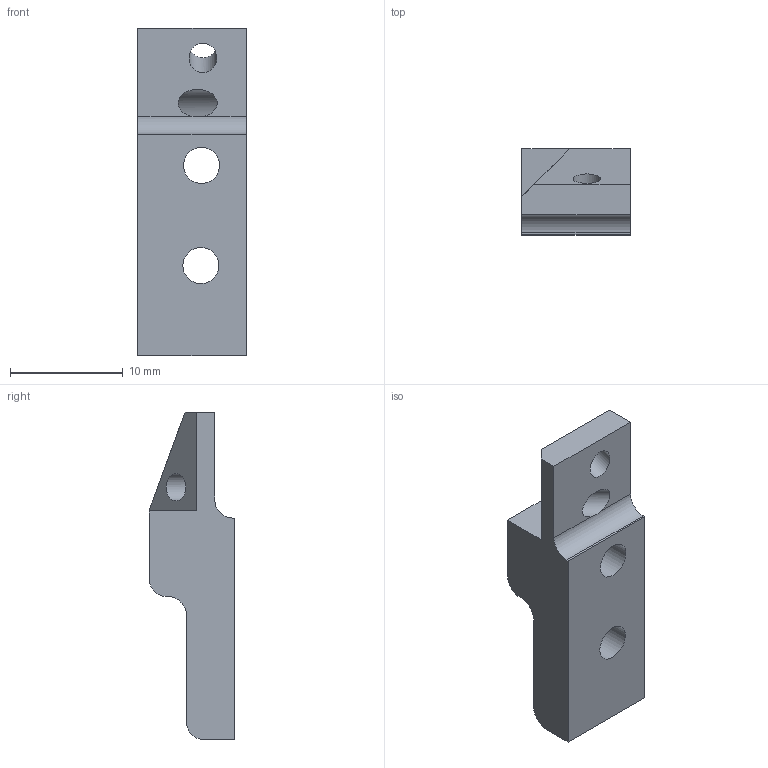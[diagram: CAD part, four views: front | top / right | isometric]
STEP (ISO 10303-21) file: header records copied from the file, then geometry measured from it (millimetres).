
FILE_DESCRIPTION(/* description */ ('Top Base'),/* implementation_level */ '2;1');
FILE_NAME(/* name */ 'Top Base.stp',/* time_stamp */ '2024-04-17T14:35:48+02:00',/* author */ ('faricci'),/* organization */ ('Istituto italiano di tecnologia'),/* preprocessor_version */ 'ST-DEVELOPER v20',/* originating_system */ 'Autodesk Inventor 2025',/* authorisation */ '');
FILE_SCHEMA (('AUTOMOTIVE_DESIGN { 1 0 10303 214 3 1 1 }'));
Length unit declared in the file: millimetre
Products named in the file (1): Parte 2/4
Bounding box: 9.62 x 7.62 x 29.09 mm (x, y, z)
Volume: 1263.9 mm3; surface area: 1076.6 mm2
Topology: 1 solids, 1 shells, 21 faces, 59 edges, 39 vertices
Faces by surface type: plane 13, cylinder 8
Full cylindrical faces by diameter (mm): 2.459 x2, 3.2 x2
Entity records: 754 total; most frequent: CARTESIAN_POINT 126, DIRECTION 119, ORIENTED_EDGE 118, EDGE_CURVE 59, LINE 41, VECTOR 41, VERTEX_POINT 39, AXIS2_PLACEMENT_3D 39
